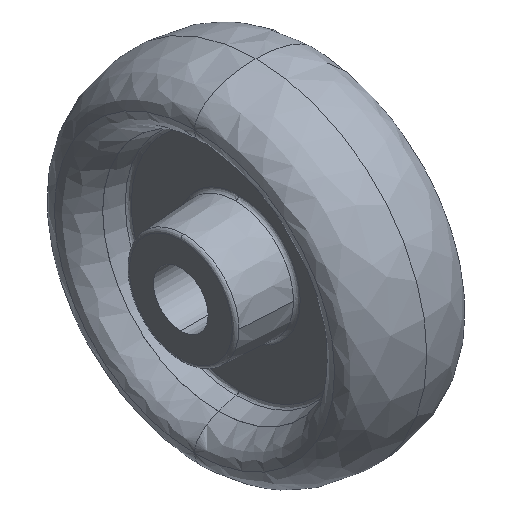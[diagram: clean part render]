
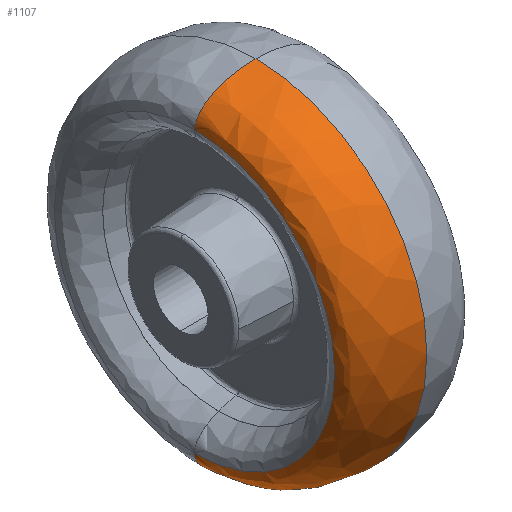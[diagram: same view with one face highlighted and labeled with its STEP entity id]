
A CAD part, isometric view. The second image highlights one B-rep face of the part: STEP entity #1107.
In plain terms, the highlighted free-form (B-spline) face has degree [2, 3] with [3, 4] control points.
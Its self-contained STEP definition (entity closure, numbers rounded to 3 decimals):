
#119 = CIRCLE ( 'NONE', #2741, 25. ) ;
#126 = CARTESIAN_POINT ( 'NONE',  ( -9., -41., -20.5 ) ) ;
#141 = CARTESIAN_POINT ( 'NONE',  ( 0., -50., 25. ) ) ;
#345 = CARTESIAN_POINT ( 'NONE',  ( 0., 0., 25. ) ) ;
#357 = FACE_OUTER_BOUND ( 'NONE', #1378, .T. ) ;
#436 = CARTESIAN_POINT ( 'NONE',  ( -9., -50., 25. ) ) ;
#459 = DIRECTION ( 'NONE',  ( 1., 0., 0. ) ) ;
#516 = CARTESIAN_POINT ( 'NONE',  ( -9., 0., 25. ) ) ;
#606 = VERTEX_POINT ( 'NONE', #345 ) ;
#818 = DIRECTION ( 'NONE',  ( 0., 0., -1. ) ) ;
#863 = CARTESIAN_POINT ( 'NONE',  ( -9., 0., -25. ) ) ;
#967 = ORIENTED_EDGE ( 'NONE', *, *, #1332, .T. ) ;
#990 = CARTESIAN_POINT ( 'NONE',  ( 0., 0., -25. ) ) ;
#1023 = CARTESIAN_POINT ( 'NONE',  ( 0., -50., -25. ) ) ;
#1061 = CARTESIAN_POINT ( 'NONE',  ( 0., 0., -25. ) ) ;
#1107 = ADVANCED_FACE ( 'NONE', ( #357 ), #2932, .T. ) ;
#1115 = CARTESIAN_POINT ( 'NONE',  ( -9., 0., 20.5 ) ) ;
#1123 = CARTESIAN_POINT ( 'NONE',  ( 0., 0., -25. ) ) ;
#1315 = EDGE_CURVE ( 'NONE', #606, #2156, #119, .T. ) ;
#1332 = EDGE_CURVE ( 'NONE', #606, #2127, #2236, .T. ) ;
#1378 = EDGE_LOOP ( 'NONE', ( #2309, #3310, #967, #3489 ) ) ;
#1453 =( BOUNDED_CURVE ( )  B_SPLINE_CURVE ( 2, ( #1123, #863, #3834 ),
 .UNSPECIFIED., .F., .F. ) 
 B_SPLINE_CURVE_WITH_KNOTS ( ( 3, 3 ),
 ( 1.571, 3.142 ),
 .UNSPECIFIED. ) 
 CURVE ( )  GEOMETRIC_REPRESENTATION_ITEM ( )  RATIONAL_B_SPLINE_CURVE ( ( 1., 0.707, 1. ) ) 
 REPRESENTATION_ITEM ( '' )  );
#1478 = CARTESIAN_POINT ( 'NONE',  ( -9., 0., -20.5 ) ) ;
#1779 = EDGE_CURVE ( 'NONE', #2156, #3555, #1453, .T. ) ;
#1971 = CARTESIAN_POINT ( 'NONE',  ( 0., 0., 25. ) ) ;
#1985 = CARTESIAN_POINT ( 'NONE',  ( -9., -41., 20.5 ) ) ;
#1993 = CARTESIAN_POINT ( 'NONE',  ( -9., 0., 0. ) ) ;
#2127 = VERTEX_POINT ( 'NONE', #3327 ) ;
#2156 = VERTEX_POINT ( 'NONE', #990 ) ;
#2236 =( BOUNDED_CURVE ( )  B_SPLINE_CURVE ( 2, ( #3853, #516, #1115 ),
 .UNSPECIFIED., .F., .F. ) 
 B_SPLINE_CURVE_WITH_KNOTS ( ( 3, 3 ),
 ( 1.571, 3.142 ),
 .UNSPECIFIED. ) 
 CURVE ( )  GEOMETRIC_REPRESENTATION_ITEM ( )  RATIONAL_B_SPLINE_CURVE ( ( 1., 0.707, 1. ) ) 
 REPRESENTATION_ITEM ( '' )  );
#2282 = DIRECTION ( 'NONE',  ( 0., 0., -1. ) ) ;
#2309 = ORIENTED_EDGE ( 'NONE', *, *, #1779, .F. ) ;
#2563 = CARTESIAN_POINT ( 'NONE',  ( -9., 0., -20.5 ) ) ;
#2607 = AXIS2_PLACEMENT_3D ( 'NONE', #1993, #459, #2282 ) ;
#2741 = AXIS2_PLACEMENT_3D ( 'NONE', #3199, #3499, #818 ) ;
#2876 = CARTESIAN_POINT ( 'NONE',  ( -9., 0., -25. ) ) ;
#2932 =( BOUNDED_SURFACE ( )  B_SPLINE_SURFACE ( 2, 3, ( 
 ( #1971, #141, #1023, #1061 ),
 ( #3727, #436, #3784, #2876 ),
 ( #3177, #1985, #126, #2563 ) ),
 .UNSPECIFIED., .F., .F., .F. ) 
 B_SPLINE_SURFACE_WITH_KNOTS ( ( 3, 3 ),
 ( 4, 4 ),
 ( 1.571, 3.142 ),
 ( 0., 1. ),
 .UNSPECIFIED. ) 
 GEOMETRIC_REPRESENTATION_ITEM ( )  RATIONAL_B_SPLINE_SURFACE ( (
 ( 1., 0.333, 0.333, 1.),
 ( 0.707, 0.236, 0.236, 0.707),
 ( 1., 0.333, 0.333, 1.) ) ) 
 REPRESENTATION_ITEM ( '' )  SURFACE ( )  );
#3177 = CARTESIAN_POINT ( 'NONE',  ( -9., 0., 20.5 ) ) ;
#3199 = CARTESIAN_POINT ( 'NONE',  ( 0., 0., 0. ) ) ;
#3310 = ORIENTED_EDGE ( 'NONE', *, *, #1315, .F. ) ;
#3327 = CARTESIAN_POINT ( 'NONE',  ( -9., 0., 20.5 ) ) ;
#3489 = ORIENTED_EDGE ( 'NONE', *, *, #3801, .T. ) ;
#3499 = DIRECTION ( 'NONE',  ( 1., 0., 0. ) ) ;
#3555 = VERTEX_POINT ( 'NONE', #1478 ) ;
#3727 = CARTESIAN_POINT ( 'NONE',  ( -9., 0., 25. ) ) ;
#3766 = CIRCLE ( 'NONE', #2607, 20.5 ) ;
#3784 = CARTESIAN_POINT ( 'NONE',  ( -9., -50., -25. ) ) ;
#3801 = EDGE_CURVE ( 'NONE', #2127, #3555, #3766, .T. ) ;
#3834 = CARTESIAN_POINT ( 'NONE',  ( -9., 0., -20.5 ) ) ;
#3853 = CARTESIAN_POINT ( 'NONE',  ( 0., 0., 25. ) ) ;
